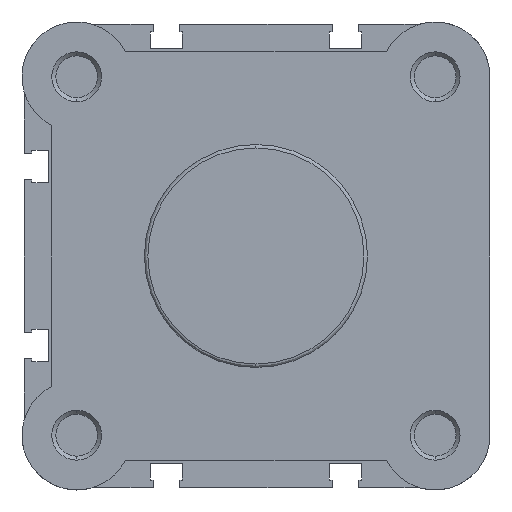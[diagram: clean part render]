
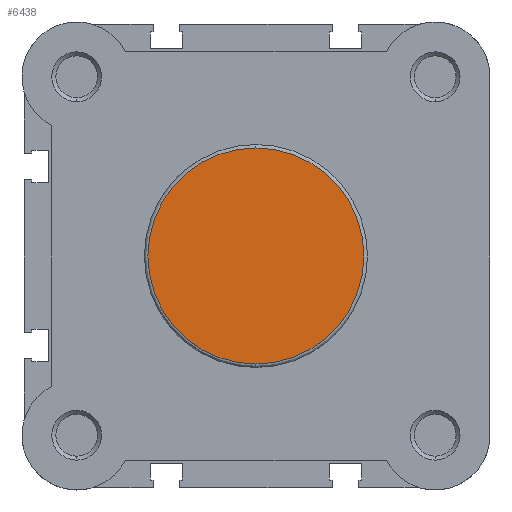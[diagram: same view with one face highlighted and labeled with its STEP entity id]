
A CAD part, left-side view. The second image highlights one B-rep face of the part: STEP entity #6438.
In plain terms, the highlighted planar face has unit normal (-1, 0, 0).
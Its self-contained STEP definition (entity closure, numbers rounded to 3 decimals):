
#860 = EDGE_LOOP ( 'NONE', ( #2309, #1838 ) ) ;
#1838 = ORIENTED_EDGE ( 'NONE', *, *, #4659, .T. ) ;
#2309 = ORIENTED_EDGE ( 'NONE', *, *, #4719, .T. ) ;
#2932 = CIRCLE ( 'NONE', #3315, 21.7 ) ;
#3016 = CIRCLE ( 'NONE', #3350, 21.7 ) ;
#3162 = FACE_OUTER_BOUND ( 'NONE', #860, .T. ) ;
#3315 = AXIS2_PLACEMENT_3D ( 'NONE', #6252, #6253, #6254 ) ;
#3350 = AXIS2_PLACEMENT_3D ( 'NONE', #3630, #3637, #3638 ) ;
#3426 = AXIS2_PLACEMENT_3D ( 'NONE', #4122, #4125, #4126 ) ;
#3630 = CARTESIAN_POINT ( 'NONE',  ( 0., 0., 0. ) ) ;
#3637 = DIRECTION ( 'NONE',  ( -1., 0., 0. ) ) ;
#3638 = DIRECTION ( 'NONE',  ( 0., 0., -1. ) ) ;
#3839 = CARTESIAN_POINT ( 'NONE',  ( 0., 0., 21.7 ) ) ;
#3845 = CARTESIAN_POINT ( 'NONE',  ( 0., 0., -21.7 ) ) ;
#4122 = CARTESIAN_POINT ( 'NONE',  ( 0., 22.4, 0. ) ) ;
#4123 = PLANE ( 'NONE',  #3426 ) ;
#4125 = DIRECTION ( 'NONE',  ( 1., 0., 0. ) ) ;
#4126 = DIRECTION ( 'NONE',  ( 0., 0., -1. ) ) ;
#4659 = EDGE_CURVE ( 'NONE', #4959, #4965, #2932, .T. ) ;
#4719 = EDGE_CURVE ( 'NONE', #4965, #4959, #3016, .T. ) ;
#4959 = VERTEX_POINT ( 'NONE', #3839 ) ;
#4965 = VERTEX_POINT ( 'NONE', #3845 ) ;
#6252 = CARTESIAN_POINT ( 'NONE',  ( 0., 0., 0. ) ) ;
#6253 = DIRECTION ( 'NONE',  ( -1., 0., 0. ) ) ;
#6254 = DIRECTION ( 'NONE',  ( 0., 0., -1. ) ) ;
#6438 = ADVANCED_FACE ( 'NONE', ( #3162 ), #4123, .F. ) ;
